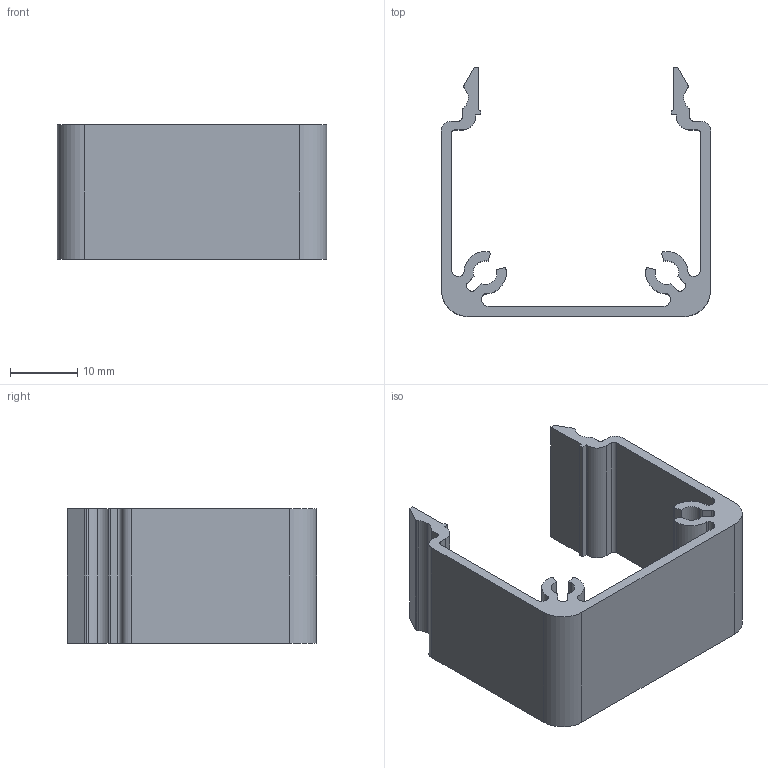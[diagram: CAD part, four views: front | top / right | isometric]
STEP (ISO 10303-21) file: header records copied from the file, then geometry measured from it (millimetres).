
FILE_DESCRIPTION(('STEP AP214'),'1');
FILE_NAME('item_0_0_487_27_l_20_10sldn52oyrjeh6y0uxnbl2i3.stp','2018-02-27T14:21:45',('TraceParts'),('TraceParts S.A.'),'Spatial InterOp 3D',' ',' ');
FILE_SCHEMA(('automotive_design'));
Length unit declared in the file: millimetre
Products named in the file (1): item_0_0_487_27_l_20_10sldn52oyrjeh6y0uxnbl2i3
Bounding box: 40 x 37 x 20 mm (x, y, z)
Volume: 4660.4 mm3; surface area: 5964.7 mm2
Topology: 1 solids, 1 shells, 96 faces, 282 edges, 188 vertices
Faces by surface type: cylinder 54, plane 42
Entity records: 4018 total; most frequent: DIRECTION 584, CARTESIAN_POINT 567, ORIENTED_EDGE 564, EDGE_CURVE 282, AXIS2_PLACEMENT_3D 205, VERTEX_POINT 188, LINE 174, VECTOR 174
